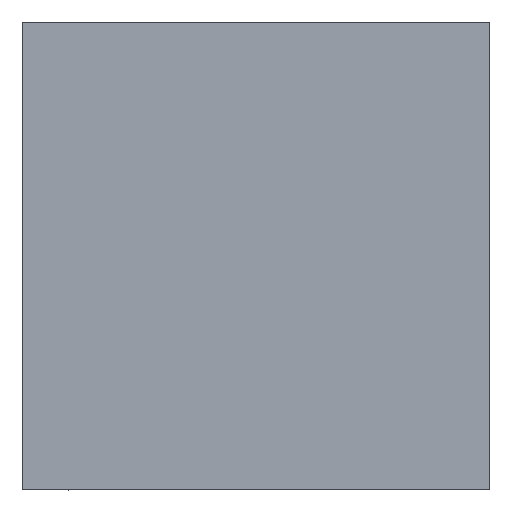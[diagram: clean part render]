
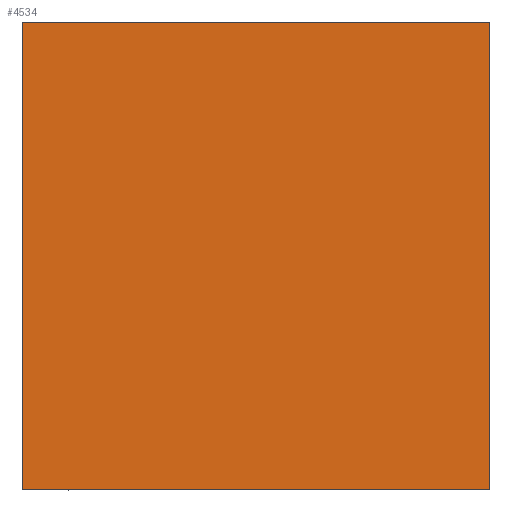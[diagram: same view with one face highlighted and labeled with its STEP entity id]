
A CAD part, front view. The second image highlights one B-rep face of the part: STEP entity #4534.
In plain terms, the highlighted planar face has unit normal (0, -1, 0).
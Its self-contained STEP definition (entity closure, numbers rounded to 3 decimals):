
#812=ORIENTED_EDGE('',*,*,#1790,.T.);
#813=ORIENTED_EDGE('',*,*,#1794,.T.);
#814=ORIENTED_EDGE('',*,*,#1797,.T.);
#815=ORIENTED_EDGE('',*,*,#1799,.T.);
#1790=EDGE_CURVE('',#2343,#2342,#2852,.T.);
#1794=EDGE_CURVE('',#2342,#2345,#2856,.T.);
#1797=EDGE_CURVE('',#2345,#2347,#2859,.T.);
#1799=EDGE_CURVE('',#2347,#2343,#2861,.T.);
#2342=VERTEX_POINT('',#7697);
#2343=VERTEX_POINT('',#7699);
#2345=VERTEX_POINT('',#7705);
#2347=VERTEX_POINT('',#7711);
#2852=LINE('',#7698,#3436);
#2856=LINE('',#7706,#3440);
#2859=LINE('',#7712,#3443);
#2861=LINE('',#7715,#3445);
#3436=VECTOR('',#6419,1000.);
#3440=VECTOR('',#6425,1000.);
#3443=VECTOR('',#6430,1000.);
#3445=VECTOR('',#6434,1000.);
#3859=EDGE_LOOP('',(#812,#813,#814,#815));
#4109=FACE_BOUND('',#3859,.T.);
#4322=PLANE('',#5681);
#4534=ADVANCED_FACE('',(#4109),#4322,.T.);
#5681=AXIS2_PLACEMENT_3D('',#7717,#6437,#6438);
#6419=DIRECTION('',(1.,0.,0.));
#6425=DIRECTION('',(0.,0.,1.));
#6430=DIRECTION('',(-1.,0.,0.));
#6434=DIRECTION('',(0.,0.,-1.));
#6437=DIRECTION('',(0.,-1.,0.));
#6438=DIRECTION('',(0.,0.,-1.));
#7697=CARTESIAN_POINT('',(1.5,-0.6,-1.5));
#7698=CARTESIAN_POINT('',(1.5,-0.6,-1.5));
#7699=CARTESIAN_POINT('',(-1.5,-0.6,-1.5));
#7705=CARTESIAN_POINT('',(1.5,-0.6,1.5));
#7706=CARTESIAN_POINT('',(1.5,-0.6,-1.5));
#7711=CARTESIAN_POINT('',(-1.5,-0.6,1.5));
#7712=CARTESIAN_POINT('',(1.5,-0.6,1.5));
#7715=CARTESIAN_POINT('',(-1.5,-0.6,1.5));
#7717=CARTESIAN_POINT('',(0.,-0.6,0.));
